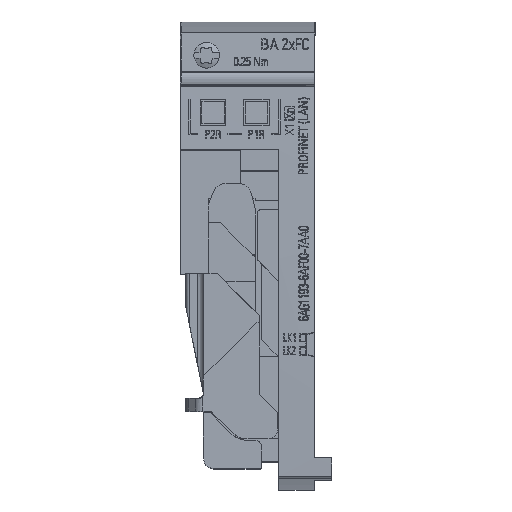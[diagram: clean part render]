
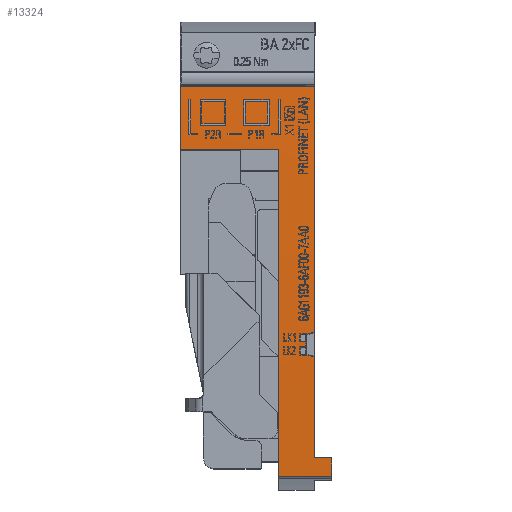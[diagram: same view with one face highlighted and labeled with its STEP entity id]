
A CAD part, top view. The second image highlights one B-rep face of the part: STEP entity #13324.
In plain terms, the highlighted cylindrical face has radius 750 mm (diameter 1500 mm), a partial arc.
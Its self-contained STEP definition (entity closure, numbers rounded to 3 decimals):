
#10334=CYLINDRICAL_SURFACE('',#56435,750.);
#10730=FACE_OUTER_BOUND('',#19733,.T.);
#13038=ELLIPSE('',#56428,4319.078,750.);
#13039=ELLIPSE('',#56432,4319.078,750.);
#13324=ADVANCED_FACE('',(#10730),#10334,.T.);
#17392=CIRCLE('',#56419,750.);
#17394=CIRCLE('',#56421,750.);
#17396=CIRCLE('',#56427,750.);
#17397=CIRCLE('',#56429,750.);
#17398=CIRCLE('',#56430,750.);
#17399=CIRCLE('',#56431,750.);
#17400=CIRCLE('',#56433,750.);
#17401=CIRCLE('',#56434,750.);
#18209=B_SPLINE_CURVE_WITH_KNOTS('',3,(#70922,#70923,#70924,#70925,#70926,
#70927,#70928,#70929,#70930,#70931),.UNSPECIFIED.,.F.,.F.,(4,3,3,4),(0.,
0.251,0.501,1.),.UNSPECIFIED.);
#18210=B_SPLINE_CURVE_WITH_KNOTS('',3,(#70947,#70948,#70949,#70950,#70951,
#70952,#70953,#70954,#70955,#70956),.UNSPECIFIED.,.F.,.F.,(4,3,3,4),(0.,
0.251,0.501,1.),.UNSPECIFIED.);
#19733=EDGE_LOOP('',(#22467,#22468,#22469,#22470,#22471,#22472,#22473,#22474,
#22475,#22476,#22477,#22478,#22479,#22480,#22481,#22482,#22483,#22484,#22485,
#22486));
#22467=ORIENTED_EDGE('',*,*,#39304,.T.);
#22468=ORIENTED_EDGE('',*,*,#39305,.F.);
#22469=ORIENTED_EDGE('',*,*,#39306,.T.);
#22470=ORIENTED_EDGE('',*,*,#39298,.T.);
#22471=ORIENTED_EDGE('',*,*,#39307,.T.);
#22472=ORIENTED_EDGE('',*,*,#39308,.T.);
#22473=ORIENTED_EDGE('',*,*,#39309,.T.);
#22474=ORIENTED_EDGE('',*,*,#39310,.T.);
#22475=ORIENTED_EDGE('',*,*,#39311,.T.);
#22476=ORIENTED_EDGE('',*,*,#39312,.T.);
#22477=ORIENTED_EDGE('',*,*,#39313,.T.);
#22478=ORIENTED_EDGE('',*,*,#39314,.T.);
#22479=ORIENTED_EDGE('',*,*,#39315,.T.);
#22480=ORIENTED_EDGE('',*,*,#39316,.T.);
#22481=ORIENTED_EDGE('',*,*,#39317,.T.);
#22482=ORIENTED_EDGE('',*,*,#39290,.T.);
#22483=ORIENTED_EDGE('',*,*,#39318,.T.);
#22484=ORIENTED_EDGE('',*,*,#39319,.F.);
#22485=ORIENTED_EDGE('',*,*,#39320,.F.);
#22486=ORIENTED_EDGE('',*,*,#39321,.T.);
#35047=VERTEX_POINT('',#70836);
#35070=VERTEX_POINT('',#70885);
#35071=VERTEX_POINT('',#70887);
#35078=VERTEX_POINT('',#70901);
#35083=VERTEX_POINT('',#70915);
#35084=VERTEX_POINT('',#70916);
#35085=VERTEX_POINT('',#70918);
#35086=VERTEX_POINT('',#70921);
#35087=VERTEX_POINT('',#70932);
#35088=VERTEX_POINT('',#70934);
#35089=VERTEX_POINT('',#70936);
#35090=VERTEX_POINT('',#70938);
#35091=VERTEX_POINT('',#70940);
#35092=VERTEX_POINT('',#70942);
#35093=VERTEX_POINT('',#70944);
#35094=VERTEX_POINT('',#70946);
#35095=VERTEX_POINT('',#70957);
#35096=VERTEX_POINT('',#70960);
#35097=VERTEX_POINT('',#70962);
#35098=VERTEX_POINT('',#70964);
#39290=EDGE_CURVE('',#35071,#35070,#17392,.T.);
#39298=EDGE_CURVE('',#35047,#35078,#17394,.T.);
#39304=EDGE_CURVE('',#35083,#35084,#45591,.T.);
#39305=EDGE_CURVE('',#35085,#35084,#17396,.T.);
#39306=EDGE_CURVE('',#35085,#35047,#45592,.T.);
#39307=EDGE_CURVE('',#35078,#35086,#13038,.T.);
#39308=EDGE_CURVE('',#35086,#35087,#18209,.T.);
#39309=EDGE_CURVE('',#35087,#35088,#45593,.T.);
#39310=EDGE_CURVE('',#35088,#35089,#17397,.T.);
#39311=EDGE_CURVE('',#35089,#35090,#45594,.T.);
#39312=EDGE_CURVE('',#35090,#35091,#17398,.T.);
#39313=EDGE_CURVE('',#35091,#35092,#45595,.T.);
#39314=EDGE_CURVE('',#35092,#35093,#17399,.T.);
#39315=EDGE_CURVE('',#35093,#35094,#45596,.T.);
#39316=EDGE_CURVE('',#35094,#35095,#18210,.T.);
#39317=EDGE_CURVE('',#35095,#35071,#13039,.T.);
#39318=EDGE_CURVE('',#35070,#35096,#45597,.T.);
#39319=EDGE_CURVE('',#35097,#35096,#17400,.T.);
#39320=EDGE_CURVE('',#35098,#35097,#45598,.T.);
#39321=EDGE_CURVE('',#35098,#35083,#17401,.T.);
#45591=LINE('',#70914,#49970);
#45592=LINE('',#70919,#49971);
#45593=LINE('',#70933,#49972);
#45594=LINE('',#70937,#49973);
#45595=LINE('',#70941,#49974);
#45596=LINE('',#70945,#49975);
#45597=LINE('',#70959,#49976);
#45598=LINE('',#70963,#49977);
#49970=VECTOR('',#59684,1.);
#49971=VECTOR('',#59687,1.);
#49972=VECTOR('',#59690,1.);
#49973=VECTOR('',#59693,1.);
#49974=VECTOR('',#59696,1.);
#49975=VECTOR('',#59699,1.);
#49976=VECTOR('',#59702,1.);
#49977=VECTOR('',#59705,1.);
#56419=AXIS2_PLACEMENT_3D('',#70886,#59660,#59661);
#56421=AXIS2_PLACEMENT_3D('',#70902,#59670,#59671);
#56427=AXIS2_PLACEMENT_3D('',#70917,#59685,#59686);
#56428=AXIS2_PLACEMENT_3D('',#70920,#59688,#59689);
#56429=AXIS2_PLACEMENT_3D('',#70935,#59691,#59692);
#56430=AXIS2_PLACEMENT_3D('',#70939,#59694,#59695);
#56431=AXIS2_PLACEMENT_3D('',#70943,#59697,#59698);
#56432=AXIS2_PLACEMENT_3D('',#70958,#59700,#59701);
#56433=AXIS2_PLACEMENT_3D('',#70961,#59703,#59704);
#56434=AXIS2_PLACEMENT_3D('',#70965,#59706,#59707);
#56435=AXIS2_PLACEMENT_3D('',#70966,#59708,#59709);
#59660=DIRECTION('',(-1.,0.,0.));
#59661=DIRECTION('',(0.,0.,-1.));
#59670=DIRECTION('',(-1.,0.,0.));
#59671=DIRECTION('',(0.,0.,-1.));
#59684=DIRECTION('',(1.,0.,0.));
#59685=DIRECTION('',(1.,0.,0.));
#59686=DIRECTION('',(0.,0.,-1.));
#59687=DIRECTION('',(-1.,0.,0.));
#59688=DIRECTION('',(-0.174,-0.985,0.));
#59689=DIRECTION('',(-0.985,0.174,0.));
#59690=DIRECTION('',(-1.,0.,0.));
#59691=DIRECTION('',(-1.,0.,0.));
#59692=DIRECTION('',(0.,0.,-1.));
#59693=DIRECTION('',(1.,0.,0.));
#59694=DIRECTION('',(-1.,0.,0.));
#59695=DIRECTION('',(0.,0.,-1.));
#59696=DIRECTION('',(-1.,0.,0.));
#59697=DIRECTION('',(-1.,0.,0.));
#59698=DIRECTION('',(0.,0.,-1.));
#59699=DIRECTION('',(1.,0.,0.));
#59700=DIRECTION('',(-0.174,0.985,0.));
#59701=DIRECTION('',(-0.985,-0.174,0.));
#59702=DIRECTION('',(-1.,0.,0.));
#59703=DIRECTION('',(-1.,0.,0.));
#59704=DIRECTION('',(0.,0.033,0.999));
#59705=DIRECTION('',(-1.,0.,0.));
#59706=DIRECTION('',(1.,0.,0.));
#59707=DIRECTION('',(0.,-0.044,0.999));
#59708=DIRECTION('',(-1.,0.,0.));
#59709=DIRECTION('',(0.,0.,1.));
#70836=CARTESIAN_POINT('',(-10.2,-27.317,66.387));
#70885=CARTESIAN_POINT('',(-10.2,27.754,66.591));
#70886=CARTESIAN_POINT('',(-10.2,3.,-683.));
#70887=CARTESIAN_POINT('',(-10.2,-8.721,66.908));
#70901=CARTESIAN_POINT('',(-10.2,-12.329,66.843));
#70902=CARTESIAN_POINT('',(-10.2,3.,-683.));
#70914=CARTESIAN_POINT('',(-15.5,-30.056,66.271));
#70915=CARTESIAN_POINT('',(-15.5,-30.056,66.271));
#70916=CARTESIAN_POINT('',(-7.6,-30.056,66.271));
#70917=CARTESIAN_POINT('',(-7.6,3.,-683.));
#70918=CARTESIAN_POINT('',(-7.6,-27.317,66.387));
#70919=CARTESIAN_POINT('',(-7.6,-27.317,66.387));
#70920=CARTESIAN_POINT('',(-97.136,3.,-683.));
#70921=CARTESIAN_POINT('',(-11.457,-12.108,66.848));
#70922=CARTESIAN_POINT('',(-11.457,-12.108,66.848));
#70923=CARTESIAN_POINT('',(-11.464,-12.106,66.848));
#70924=CARTESIAN_POINT('',(-11.471,-12.105,66.848));
#70925=CARTESIAN_POINT('',(-11.479,-12.104,66.848));
#70926=CARTESIAN_POINT('',(-11.486,-12.103,66.848));
#70927=CARTESIAN_POINT('',(-11.493,-12.103,66.848));
#70928=CARTESIAN_POINT('',(-11.5,-12.102,66.848));
#70929=CARTESIAN_POINT('',(-11.515,-12.101,66.848));
#70930=CARTESIAN_POINT('',(-11.529,-12.1,66.848));
#70931=CARTESIAN_POINT('',(-11.544,-12.1,66.848));
#70932=CARTESIAN_POINT('',(-11.544,-12.1,66.848));
#70933=CARTESIAN_POINT('',(166.991,-12.1,66.848));
#70934=CARTESIAN_POINT('',(-12.35,-12.1,66.848));
#70935=CARTESIAN_POINT('',(-12.35,3.,-683.));
#70936=CARTESIAN_POINT('',(-12.35,-10.9,66.871));
#70937=CARTESIAN_POINT('',(166.991,-10.9,66.871));
#70938=CARTESIAN_POINT('',(-11.45,-10.9,66.871));
#70939=CARTESIAN_POINT('',(-11.45,3.,-683.));
#70940=CARTESIAN_POINT('',(-11.45,-10.15,66.885));
#70941=CARTESIAN_POINT('',(166.991,-10.15,66.885));
#70942=CARTESIAN_POINT('',(-12.35,-10.15,66.885));
#70943=CARTESIAN_POINT('',(-12.35,3.,-683.));
#70944=CARTESIAN_POINT('',(-12.35,-8.95,66.905));
#70945=CARTESIAN_POINT('',(166.991,-8.95,66.905));
#70946=CARTESIAN_POINT('',(-11.544,-8.95,66.905));
#70947=CARTESIAN_POINT('',(-11.544,-8.95,66.905));
#70948=CARTESIAN_POINT('',(-11.536,-8.95,66.905));
#70949=CARTESIAN_POINT('',(-11.529,-8.95,66.905));
#70950=CARTESIAN_POINT('',(-11.522,-8.95,66.905));
#70951=CARTESIAN_POINT('',(-11.515,-8.949,66.905));
#70952=CARTESIAN_POINT('',(-11.507,-8.949,66.905));
#70953=CARTESIAN_POINT('',(-11.5,-8.948,66.905));
#70954=CARTESIAN_POINT('',(-11.486,-8.947,66.905));
#70955=CARTESIAN_POINT('',(-11.471,-8.945,66.905));
#70956=CARTESIAN_POINT('',(-11.457,-8.942,66.905));
#70957=CARTESIAN_POINT('',(-11.457,-8.942,66.905));
#70958=CARTESIAN_POINT('',(56.272,3.,-683.));
#70959=CARTESIAN_POINT('',(166.991,27.754,66.591));
#70960=CARTESIAN_POINT('',(-30.1,27.754,66.591));
#70961=CARTESIAN_POINT('',(-30.1,3.,-683.));
#70962=CARTESIAN_POINT('',(-30.1,18.345,66.843));
#70963=CARTESIAN_POINT('',(166.991,18.345,66.843));
#70964=CARTESIAN_POINT('',(-15.5,18.345,66.843));
#70965=CARTESIAN_POINT('',(-15.5,3.,-683.));
#70966=CARTESIAN_POINT('',(166.991,3.,-683.));
